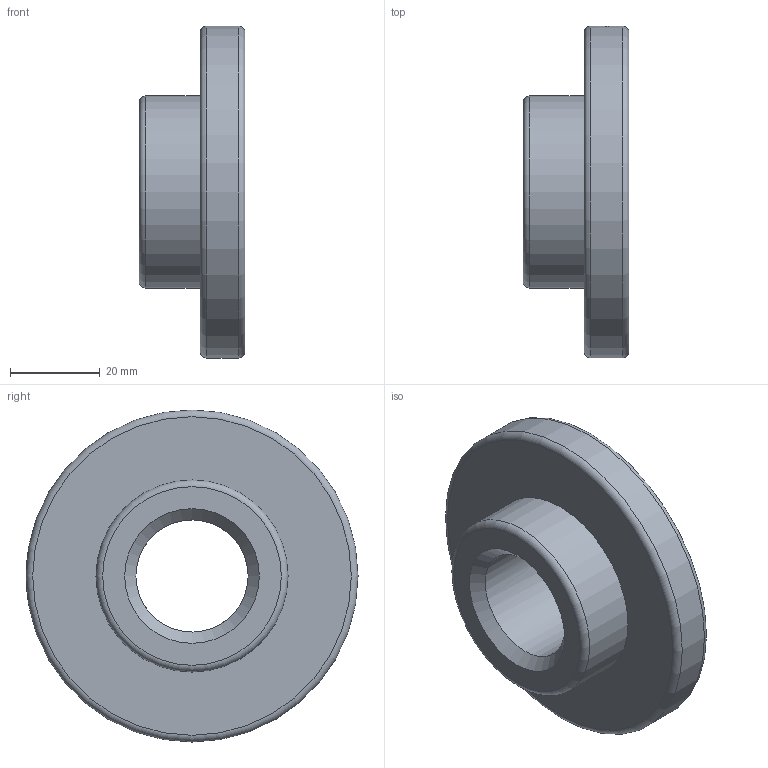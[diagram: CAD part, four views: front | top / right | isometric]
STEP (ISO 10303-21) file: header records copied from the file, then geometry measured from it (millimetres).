
FILE_DESCRIPTION(/* description */ (''),/* implementation_level */ '2;1');
FILE_NAME(/* name */ 'Masinaehituse, detail NR6 v1.step',/* time_stamp */ '2022-11-01T13:40:25+02:00',/* author */ (''),/* organization */ (''),/* preprocessor_version */ 'ST-DEVELOPER v19.2',/* originating_system */ 'Autodesk Translation Framework v11.17.0.187',/* authorisation */ '');
FILE_SCHEMA (('AUTOMOTIVE_DESIGN { 1 0 10303 214 3 1 1 }'));
Length unit declared in the file: millimetre
Products named in the file (1): Masinaehituse, detail NR6
Bounding box: 23.6 x 74 x 74 mm (x, y, z)
Volume: 49670.6 mm3; surface area: 13372.6 mm2
Topology: 1 solids, 1 shells, 12 faces, 28 edges, 18 vertices
Faces by surface type: cylinder 4, plane 3, torus 3, cone 2
Full cylindrical faces by diameter (mm): 5.035 x1, 25.023 x1, 42.8 x1, 74 x1
Entity records: 455 total; most frequent: CARTESIAN_POINT 139, DIRECTION 60, ORIENTED_EDGE 56, EDGE_CURVE 28, AXIS2_PLACEMENT_3D 27, VERTEX_POINT 18, EDGE_LOOP 16, CIRCLE 14
